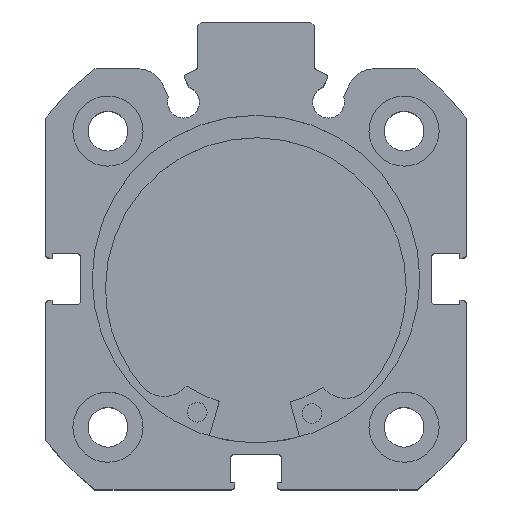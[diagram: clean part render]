
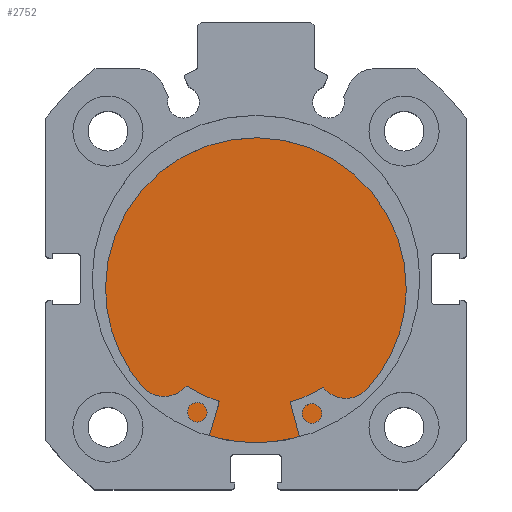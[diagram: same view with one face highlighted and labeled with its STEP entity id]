
A CAD part, top view. The second image highlights one B-rep face of the part: STEP entity #2752.
In plain terms, the highlighted face is planar.
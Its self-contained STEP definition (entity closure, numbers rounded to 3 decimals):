
#7 = FACE_OUTER_BOUND ( 'NONE', #2434, .T. ) ;
#522 = CIRCLE ( 'NONE', #5780, 21. ) ;
#527 = CIRCLE ( 'NONE', #5779, 21. ) ;
#775 = CARTESIAN_POINT ( 'NONE',  ( 8.5, 0., -21. ) ) ;
#839 = CARTESIAN_POINT ( 'NONE',  ( 8.5, 0., 21. ) ) ;
#1598 = CARTESIAN_POINT ( 'NONE',  ( 8.5, 21., 0. ) ) ;
#1619 = DIRECTION ( 'NONE',  ( 0., 0., 1. ) ) ;
#1620 = DIRECTION ( 'NONE',  ( -1., 0., 0. ) ) ;
#1677 = PLANE ( 'NONE',  #4806 ) ;
#2434 = EDGE_LOOP ( 'NONE', ( #3845, #3869 ) ) ;
#2752 = ADVANCED_FACE ( 'NONE', ( #7 ), #1677, .F. ) ;
#3501 = VERTEX_POINT ( 'NONE', #839 ) ;
#3560 = VERTEX_POINT ( 'NONE', #775 ) ;
#3845 = ORIENTED_EDGE ( 'NONE', *, *, #5328, .F. ) ;
#3869 = ORIENTED_EDGE ( 'NONE', *, *, #5324, .F. ) ;
#4608 = CARTESIAN_POINT ( 'NONE',  ( 8.5, 0., 0. ) ) ;
#4615 = DIRECTION ( 'NONE',  ( -1., 0., 0. ) ) ;
#4616 = DIRECTION ( 'NONE',  ( 0., 0., 1. ) ) ;
#4626 = CARTESIAN_POINT ( 'NONE',  ( 8.5, 0., 0. ) ) ;
#4627 = DIRECTION ( 'NONE',  ( -1., 0., 0. ) ) ;
#4628 = DIRECTION ( 'NONE',  ( 0., 0., 1. ) ) ;
#4806 = AXIS2_PLACEMENT_3D ( 'NONE', #1598, #1620, #1619 ) ;
#5324 = EDGE_CURVE ( 'NONE', #3560, #3501, #522, .T. ) ;
#5328 = EDGE_CURVE ( 'NONE', #3501, #3560, #527, .T. ) ;
#5779 = AXIS2_PLACEMENT_3D ( 'NONE', #4626, #4627, #4628 ) ;
#5780 = AXIS2_PLACEMENT_3D ( 'NONE', #4608, #4615, #4616 ) ;
